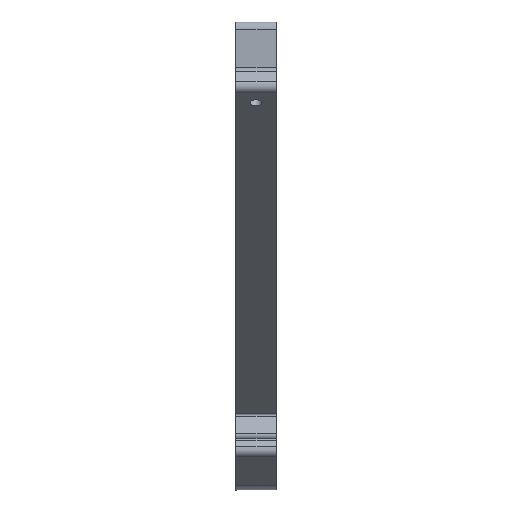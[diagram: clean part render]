
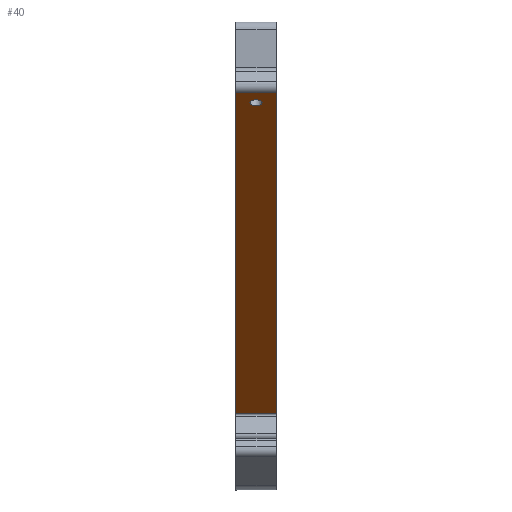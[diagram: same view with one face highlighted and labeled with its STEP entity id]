
A CAD part, top view. The second image highlights one B-rep face of the part: STEP entity #40.
In plain terms, the highlighted planar face has unit normal (0, -0.866, 0.5).
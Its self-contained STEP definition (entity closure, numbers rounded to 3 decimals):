
#15=FACE_BOUND('',#102,.T.);
#40=ADVANCED_FACE('',(#70,#15),#528,.T.);
#70=FACE_OUTER_BOUND('',#101,.T.);
#101=EDGE_LOOP('',(#250,#251,#252,#253));
#102=EDGE_LOOP('',(#254,#255));
#250=ORIENTED_EDGE('',*,*,#344,.T.);
#251=ORIENTED_EDGE('',*,*,#307,.F.);
#252=ORIENTED_EDGE('',*,*,#345,.F.);
#253=ORIENTED_EDGE('',*,*,#347,.F.);
#254=ORIENTED_EDGE('',*,*,#355,.T.);
#255=ORIENTED_EDGE('',*,*,#359,.T.);
#307=EDGE_CURVE('',#465,#464,#419,.T.);
#344=EDGE_CURVE('',#490,#464,#438,.T.);
#345=EDGE_CURVE('',#491,#465,#439,.T.);
#347=EDGE_CURVE('',#490,#491,#441,.T.);
#355=EDGE_CURVE('',#497,#499,#387,.T.);
#359=EDGE_CURVE('',#499,#497,#391,.T.);
#387=(
BOUNDED_CURVE()
B_SPLINE_CURVE(2,(#957,#958,#959,#960,#961),.UNSPECIFIED.,.F.,.F.)
B_SPLINE_CURVE_WITH_KNOTS((3,2,3),(-9.425,-7.069,
-4.712),.UNSPECIFIED.)
CURVE()
GEOMETRIC_REPRESENTATION_ITEM()
RATIONAL_B_SPLINE_CURVE((1.,0.707,1.,0.707,1.))
REPRESENTATION_ITEM('')
);
#391=(
BOUNDED_CURVE()
B_SPLINE_CURVE(2,(#971,#972,#973,#974,#975),.UNSPECIFIED.,.F.,.F.)
B_SPLINE_CURVE_WITH_KNOTS((3,2,3),(-4.712,-2.356,
0.),.UNSPECIFIED.)
CURVE()
GEOMETRIC_REPRESENTATION_ITEM()
RATIONAL_B_SPLINE_CURVE((1.,0.707,1.,0.707,1.))
REPRESENTATION_ITEM('')
);
#419=B_SPLINE_CURVE_WITH_KNOTS('',1,(#836,#837),.UNSPECIFIED.,.F.,.F.,(2,
2),(0.,10.),.UNSPECIFIED.);
#438=B_SPLINE_CURVE_WITH_KNOTS('',1,(#928,#929),.UNSPECIFIED.,.F.,.F.,(2,
2),(-335.772,-176.187),.UNSPECIFIED.);
#439=B_SPLINE_CURVE_WITH_KNOTS('',1,(#930,#931),.UNSPECIFIED.,.F.,.F.,(2,
2),(-335.772,-176.187),.UNSPECIFIED.);
#441=B_SPLINE_CURVE_WITH_KNOTS('',1,(#934,#935),.UNSPECIFIED.,.F.,.F.,(2,
2),(0.,10.),.UNSPECIFIED.);
#464=VERTEX_POINT('',#734);
#465=VERTEX_POINT('',#735);
#490=VERTEX_POINT('',#760);
#491=VERTEX_POINT('',#761);
#497=VERTEX_POINT('',#767);
#499=VERTEX_POINT('',#769);
#528=PLANE('',#642);
#642=AXIS2_PLACEMENT_3D('',#708,#675,$);
#675=DIRECTION('',(0.,-0.866,0.5));
#708=CARTESIAN_POINT('',(2223.729,-368.592,149.827));
#734=CARTESIAN_POINT('',(2223.729,-288.549,288.465));
#735=CARTESIAN_POINT('',(2213.729,-288.549,288.465));
#760=CARTESIAN_POINT('',(2223.729,-368.342,150.26));
#761=CARTESIAN_POINT('',(2213.729,-368.342,150.26));
#767=CARTESIAN_POINT('',(2220.229,-290.992,284.235));
#769=CARTESIAN_POINT('',(2217.229,-290.992,284.235));
#836=CARTESIAN_POINT('',(2213.729,-288.549,288.465));
#837=CARTESIAN_POINT('',(2223.729,-288.549,288.465));
#928=CARTESIAN_POINT('',(2223.729,-368.342,150.26));
#929=CARTESIAN_POINT('',(2223.729,-288.549,288.465));
#930=CARTESIAN_POINT('',(2213.729,-368.342,150.26));
#931=CARTESIAN_POINT('',(2213.729,-288.549,288.465));
#934=CARTESIAN_POINT('',(2223.729,-368.342,150.26));
#935=CARTESIAN_POINT('',(2213.729,-368.342,150.26));
#957=CARTESIAN_POINT('',(2220.229,-290.992,284.235));
#958=CARTESIAN_POINT('',(2220.229,-291.742,282.936));
#959=CARTESIAN_POINT('',(2218.729,-291.742,282.936));
#960=CARTESIAN_POINT('',(2217.229,-291.742,282.936));
#961=CARTESIAN_POINT('',(2217.229,-290.992,284.235));
#971=CARTESIAN_POINT('',(2217.229,-290.992,284.235));
#972=CARTESIAN_POINT('',(2217.229,-290.242,285.534));
#973=CARTESIAN_POINT('',(2218.729,-290.242,285.534));
#974=CARTESIAN_POINT('',(2220.229,-290.242,285.534));
#975=CARTESIAN_POINT('',(2220.229,-290.992,284.235));
